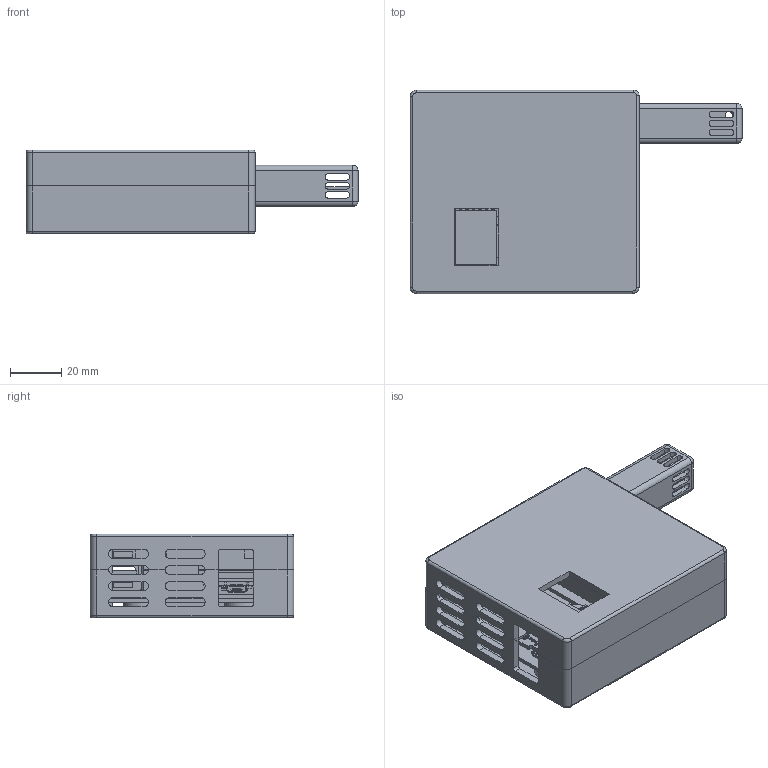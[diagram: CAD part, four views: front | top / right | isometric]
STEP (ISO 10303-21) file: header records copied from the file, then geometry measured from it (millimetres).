
FILE_DESCRIPTION(/* description */ (''),/* implementation_level */ '2;1');
FILE_NAME(/* name */ 'enclosure_Dec.2, 2021',/* time_stamp */ '2021-12-02T18:54:45+08:00',/* author */ (''),/* organization */ (''),/* preprocessor_version */ 'ST-DEVELOPER v9',/* originating_system */ 'UGS - NX 4.0',/* authorisation */ '');
FILE_SCHEMA (('AUTOMOTIVE_DESIGN { 1 0 10303 214 1 1 1 1 }'));
Products named in the file (1): Rico3752h7y1
Bounding box: 129 x 79 x 32.6 mm (x, y, z)
Volume: 113759.5 mm3; surface area: 83215.3 mm2
Topology: 29 solids, 29 shells, 2784 faces, 7451 edges, 4863 vertices
Faces by surface type: plane 2032, cylinder 489, bspline 136, extrusion 98, cone 14, sphere 9, torus 6
Full cylindrical faces by diameter (mm): 0.6 x1, 0.95 x2, 1.3 x2, 1.7 x2, 1.8 x4, 2.032 x4, 3 x4, 3.048 x2, 4 x8
Entity records: 97137 total; most frequent: CARTESIAN_POINT 25514, ORIENTED_EDGE 14800, DIRECTION 13107, EDGE_CURVE 7400, VECTOR 5897, LINE 5799, VERTEX_POINT 4848, AXIS2_PLACEMENT_3D 3605
